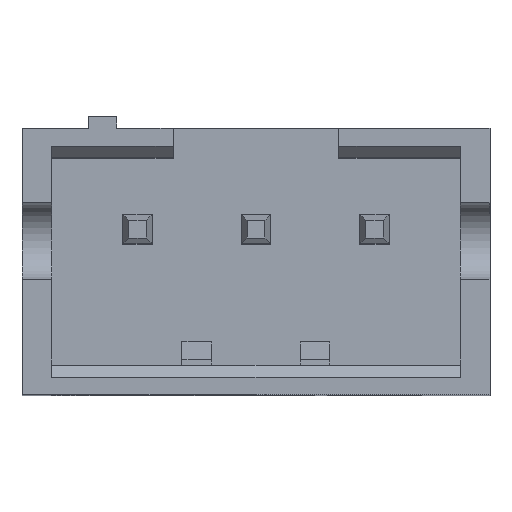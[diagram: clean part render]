
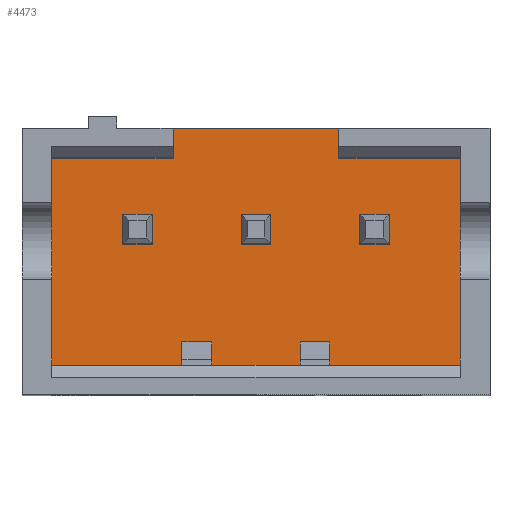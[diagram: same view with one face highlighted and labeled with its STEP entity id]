
A CAD part, top view. The second image highlights one B-rep face of the part: STEP entity #4473.
In plain terms, the highlighted planar face has unit normal (0, 0, 1).
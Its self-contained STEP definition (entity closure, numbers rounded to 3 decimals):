
#42=FACE_BOUND('',#463,.T.);
#43=FACE_BOUND('',#464,.T.);
#44=FACE_BOUND('',#465,.T.);
#215=FACE_OUTER_BOUND('',#462,.T.);
#462=EDGE_LOOP('',(#3573,#3574,#3575,#3576,#3577,#3578,#3579,#3580,#3581,
#3582,#3583,#3584,#3585,#3586,#3587,#3588));
#463=EDGE_LOOP('',(#3589,#3590,#3591,#3592));
#464=EDGE_LOOP('',(#3593,#3594,#3595,#3596));
#465=EDGE_LOOP('',(#3597,#3598,#3599,#3600));
#822=LINE('',#6441,#1407);
#842=LINE('',#6481,#1427);
#846=LINE('',#6488,#1431);
#847=LINE('',#6491,#1432);
#851=LINE('',#6499,#1436);
#855=LINE('',#6507,#1440);
#859=LINE('',#6514,#1444);
#865=LINE('',#6528,#1450);
#868=LINE('',#6532,#1453);
#869=LINE('',#6534,#1454);
#908=LINE('',#6613,#1493);
#912=LINE('',#6621,#1497);
#914=LINE('',#6625,#1499);
#923=LINE('',#6642,#1508);
#990=LINE('',#6781,#1575);
#992=LINE('',#6785,#1577);
#999=LINE('',#6801,#1584);
#1000=LINE('',#6803,#1585);
#1001=LINE('',#6805,#1586);
#1002=LINE('',#6806,#1587);
#1003=LINE('',#6809,#1588);
#1004=LINE('',#6811,#1589);
#1005=LINE('',#6813,#1590);
#1006=LINE('',#6814,#1591);
#1007=LINE('',#6817,#1592);
#1008=LINE('',#6819,#1593);
#1009=LINE('',#6821,#1594);
#1010=LINE('',#6822,#1595);
#1407=VECTOR('',#5288,2.8);
#1427=VECTOR('',#5312,0.5);
#1431=VECTOR('',#5318,0.4);
#1432=VECTOR('',#5321,0.4);
#1436=VECTOR('',#5329,1.5);
#1440=VECTOR('',#5333,2.199);
#1444=VECTOR('',#5337,2.201);
#1450=VECTOR('',#5347,0.5);
#1453=VECTOR('',#5352,0.4);
#1454=VECTOR('',#5355,0.4);
#1493=VECTOR('',#5420,0.5);
#1497=VECTOR('',#5426,0.5);
#1499=VECTOR('',#5430,2.05);
#1508=VECTOR('',#5441,2.05);
#1575=VECTOR('',#5578,3.5);
#1577=VECTOR('',#5584,3.5);
#1584=VECTOR('',#5599,0.5);
#1585=VECTOR('',#5600,0.5);
#1586=VECTOR('',#5601,0.5);
#1587=VECTOR('',#5602,0.5);
#1588=VECTOR('',#5603,0.5);
#1589=VECTOR('',#5604,0.5);
#1590=VECTOR('',#5605,0.5);
#1591=VECTOR('',#5606,0.5);
#1592=VECTOR('',#5607,0.5);
#1593=VECTOR('',#5608,0.5);
#1594=VECTOR('',#5609,0.5);
#1595=VECTOR('',#5610,0.5);
#1900=VERTEX_POINT('',#6438);
#1901=VERTEX_POINT('',#6440);
#1918=VERTEX_POINT('',#6478);
#1919=VERTEX_POINT('',#6480);
#1921=VERTEX_POINT('',#6486);
#1922=VERTEX_POINT('',#6490);
#1924=VERTEX_POINT('',#6498);
#1927=VERTEX_POINT('',#6504);
#1928=VERTEX_POINT('',#6506);
#1931=VERTEX_POINT('',#6512);
#1936=VERTEX_POINT('',#6525);
#1937=VERTEX_POINT('',#6527);
#1964=VERTEX_POINT('',#6611);
#1967=VERTEX_POINT('',#6620);
#1968=VERTEX_POINT('',#6624);
#1975=VERTEX_POINT('',#6640);
#2016=VERTEX_POINT('',#6799);
#2017=VERTEX_POINT('',#6800);
#2018=VERTEX_POINT('',#6802);
#2019=VERTEX_POINT('',#6804);
#2020=VERTEX_POINT('',#6807);
#2021=VERTEX_POINT('',#6808);
#2022=VERTEX_POINT('',#6810);
#2023=VERTEX_POINT('',#6812);
#2024=VERTEX_POINT('',#6815);
#2025=VERTEX_POINT('',#6816);
#2026=VERTEX_POINT('',#6818);
#2027=VERTEX_POINT('',#6820);
#2377=EDGE_CURVE('',#1900,#1901,#822,.T.);
#2397=EDGE_CURVE('',#1919,#1918,#842,.T.);
#2401=EDGE_CURVE('',#1918,#1921,#846,.T.);
#2402=EDGE_CURVE('',#1922,#1919,#847,.T.);
#2406=EDGE_CURVE('',#1924,#1922,#851,.T.);
#2410=EDGE_CURVE('',#1928,#1927,#855,.T.);
#2414=EDGE_CURVE('',#1921,#1931,#859,.T.);
#2420=EDGE_CURVE('',#1937,#1936,#865,.T.);
#2423=EDGE_CURVE('',#1936,#1924,#868,.T.);
#2424=EDGE_CURVE('',#1927,#1937,#869,.T.);
#2463=EDGE_CURVE('',#1900,#1964,#908,.T.);
#2467=EDGE_CURVE('',#1901,#1967,#912,.T.);
#2469=EDGE_CURVE('',#1968,#1967,#914,.T.);
#2478=EDGE_CURVE('',#1964,#1975,#923,.T.);
#2549=EDGE_CURVE('',#1975,#1928,#990,.T.);
#2551=EDGE_CURVE('',#1931,#1968,#992,.T.);
#2558=EDGE_CURVE('',#2016,#2017,#999,.T.);
#2559=EDGE_CURVE('',#2018,#2016,#1000,.T.);
#2560=EDGE_CURVE('',#2019,#2018,#1001,.T.);
#2561=EDGE_CURVE('',#2017,#2019,#1002,.T.);
#2562=EDGE_CURVE('',#2020,#2021,#1003,.T.);
#2563=EDGE_CURVE('',#2022,#2020,#1004,.T.);
#2564=EDGE_CURVE('',#2023,#2022,#1005,.T.);
#2565=EDGE_CURVE('',#2021,#2023,#1006,.T.);
#2566=EDGE_CURVE('',#2024,#2025,#1007,.T.);
#2567=EDGE_CURVE('',#2026,#2024,#1008,.T.);
#2568=EDGE_CURVE('',#2027,#2026,#1009,.T.);
#2569=EDGE_CURVE('',#2025,#2027,#1010,.T.);
#3573=ORIENTED_EDGE('',*,*,#2401,.T.);
#3574=ORIENTED_EDGE('',*,*,#2414,.T.);
#3575=ORIENTED_EDGE('',*,*,#2551,.T.);
#3576=ORIENTED_EDGE('',*,*,#2469,.T.);
#3577=ORIENTED_EDGE('',*,*,#2467,.F.);
#3578=ORIENTED_EDGE('',*,*,#2377,.F.);
#3579=ORIENTED_EDGE('',*,*,#2463,.T.);
#3580=ORIENTED_EDGE('',*,*,#2478,.T.);
#3581=ORIENTED_EDGE('',*,*,#2549,.T.);
#3582=ORIENTED_EDGE('',*,*,#2410,.T.);
#3583=ORIENTED_EDGE('',*,*,#2424,.T.);
#3584=ORIENTED_EDGE('',*,*,#2420,.T.);
#3585=ORIENTED_EDGE('',*,*,#2423,.T.);
#3586=ORIENTED_EDGE('',*,*,#2406,.T.);
#3587=ORIENTED_EDGE('',*,*,#2402,.T.);
#3588=ORIENTED_EDGE('',*,*,#2397,.T.);
#3589=ORIENTED_EDGE('',*,*,#2558,.F.);
#3590=ORIENTED_EDGE('',*,*,#2559,.F.);
#3591=ORIENTED_EDGE('',*,*,#2560,.F.);
#3592=ORIENTED_EDGE('',*,*,#2561,.F.);
#3593=ORIENTED_EDGE('',*,*,#2562,.F.);
#3594=ORIENTED_EDGE('',*,*,#2563,.F.);
#3595=ORIENTED_EDGE('',*,*,#2564,.F.);
#3596=ORIENTED_EDGE('',*,*,#2565,.F.);
#3597=ORIENTED_EDGE('',*,*,#2566,.F.);
#3598=ORIENTED_EDGE('',*,*,#2567,.F.);
#3599=ORIENTED_EDGE('',*,*,#2568,.F.);
#3600=ORIENTED_EDGE('',*,*,#2569,.F.);
#4016=PLANE('',#4709);
#4473=ADVANCED_FACE('',(#215,#42,#43,#44),#4016,.T.);
#4709=AXIS2_PLACEMENT_3D('',#6798,#5597,#5598);
#5288=DIRECTION('',(1.,0.,0.));
#5312=DIRECTION('',(1.,0.,0.));
#5318=DIRECTION('',(0.,-1.,0.));
#5321=DIRECTION('',(0.,1.,0.));
#5329=DIRECTION('',(1.,0.,0.));
#5333=DIRECTION('',(1.,0.,0.));
#5337=DIRECTION('',(1.,0.,0.));
#5347=DIRECTION('',(1.,0.,0.));
#5352=DIRECTION('',(0.,-1.,0.));
#5355=DIRECTION('',(0.,1.,0.));
#5420=DIRECTION('',(0.,-1.,0.));
#5426=DIRECTION('',(0.,-1.,0.));
#5430=DIRECTION('',(-1.,0.,0.));
#5441=DIRECTION('',(-1.,0.,0.));
#5578=DIRECTION('',(0.,-1.,0.));
#5584=DIRECTION('',(0.,1.,0.));
#5597=DIRECTION('center_axis',(0.,0.,1.));
#5598=DIRECTION('ref_axis',(1.,0.,0.));
#5599=DIRECTION('',(0.,1.,0.));
#5600=DIRECTION('',(1.,0.,0.));
#5601=DIRECTION('',(0.,-1.,0.));
#5602=DIRECTION('',(-1.,0.,0.));
#5603=DIRECTION('',(0.,1.,0.));
#5604=DIRECTION('',(1.,0.,0.));
#5605=DIRECTION('',(0.,-1.,0.));
#5606=DIRECTION('',(-1.,0.,0.));
#5607=DIRECTION('',(0.,1.,0.));
#5608=DIRECTION('',(1.,0.,0.));
#5609=DIRECTION('',(0.,-1.,0.));
#5610=DIRECTION('',(-1.,0.,0.));
#6438=CARTESIAN_POINT('',(-1.4,1.7,1.45));
#6440=CARTESIAN_POINT('',(1.4,1.7,1.45));
#6441=CARTESIAN_POINT('',(1.275,1.7,1.45));
#6478=CARTESIAN_POINT('',(1.249,-1.9,1.45));
#6480=CARTESIAN_POINT('',(0.749,-1.9,1.45));
#6481=CARTESIAN_POINT('',(0.5,-1.9,1.45));
#6486=CARTESIAN_POINT('',(1.249,-2.3,1.45));
#6488=CARTESIAN_POINT('',(1.249,-1.425,1.45));
#6490=CARTESIAN_POINT('',(0.749,-2.3,1.45));
#6491=CARTESIAN_POINT('',(0.749,-1.425,1.45));
#6498=CARTESIAN_POINT('',(-0.751,-2.3,1.45));
#6499=CARTESIAN_POINT('',(-1.725,-2.3,1.45));
#6504=CARTESIAN_POINT('',(-1.251,-2.3,1.45));
#6506=CARTESIAN_POINT('',(-3.45,-2.3,1.45));
#6507=CARTESIAN_POINT('',(-1.725,-2.3,1.45));
#6512=CARTESIAN_POINT('',(3.45,-2.3,1.45));
#6514=CARTESIAN_POINT('',(-1.725,-2.3,1.45));
#6525=CARTESIAN_POINT('',(-0.751,-1.9,1.45));
#6527=CARTESIAN_POINT('',(-1.251,-1.9,1.45));
#6528=CARTESIAN_POINT('',(-0.501,-1.9,1.45));
#6532=CARTESIAN_POINT('',(-0.751,-1.425,1.45));
#6534=CARTESIAN_POINT('',(-1.251,-1.425,1.45));
#6611=CARTESIAN_POINT('',(-1.4,1.2,1.45));
#6613=CARTESIAN_POINT('',(-1.4,1.7,1.45));
#6620=CARTESIAN_POINT('',(1.4,1.2,1.45));
#6621=CARTESIAN_POINT('',(1.4,1.7,1.45));
#6624=CARTESIAN_POINT('',(3.45,1.2,1.45));
#6625=CARTESIAN_POINT('',(1.725,1.2,1.45));
#6640=CARTESIAN_POINT('',(-3.45,1.2,1.45));
#6642=CARTESIAN_POINT('',(1.725,1.2,1.45));
#6781=CARTESIAN_POINT('',(-3.45,0.325,1.45));
#6785=CARTESIAN_POINT('',(3.45,-1.425,1.45));
#6798=CARTESIAN_POINT('Origin',(0.,-0.55,1.45));
#6799=CARTESIAN_POINT('',(2.25,-0.25,1.45));
#6800=CARTESIAN_POINT('',(2.25,0.25,1.45));
#6801=CARTESIAN_POINT('',(2.25,-0.4,1.45));
#6802=CARTESIAN_POINT('',(1.75,-0.25,1.45));
#6803=CARTESIAN_POINT('',(0.875,-0.25,1.45));
#6804=CARTESIAN_POINT('',(1.75,0.25,1.45));
#6805=CARTESIAN_POINT('',(1.75,-0.15,1.45));
#6806=CARTESIAN_POINT('',(1.125,0.25,1.45));
#6807=CARTESIAN_POINT('',(0.25,-0.25,1.45));
#6808=CARTESIAN_POINT('',(0.25,0.25,1.45));
#6809=CARTESIAN_POINT('',(0.25,-0.4,1.45));
#6810=CARTESIAN_POINT('',(-0.25,-0.25,1.45));
#6811=CARTESIAN_POINT('',(-0.125,-0.25,1.45));
#6812=CARTESIAN_POINT('',(-0.25,0.25,1.45));
#6813=CARTESIAN_POINT('',(-0.25,-0.15,1.45));
#6814=CARTESIAN_POINT('',(0.125,0.25,1.45));
#6815=CARTESIAN_POINT('',(-1.75,-0.25,1.45));
#6816=CARTESIAN_POINT('',(-1.75,0.25,1.45));
#6817=CARTESIAN_POINT('',(-1.75,-0.4,1.45));
#6818=CARTESIAN_POINT('',(-2.25,-0.25,1.45));
#6819=CARTESIAN_POINT('',(-1.125,-0.25,1.45));
#6820=CARTESIAN_POINT('',(-2.25,0.25,1.45));
#6821=CARTESIAN_POINT('',(-2.25,-0.15,1.45));
#6822=CARTESIAN_POINT('',(-0.875,0.25,1.45));
